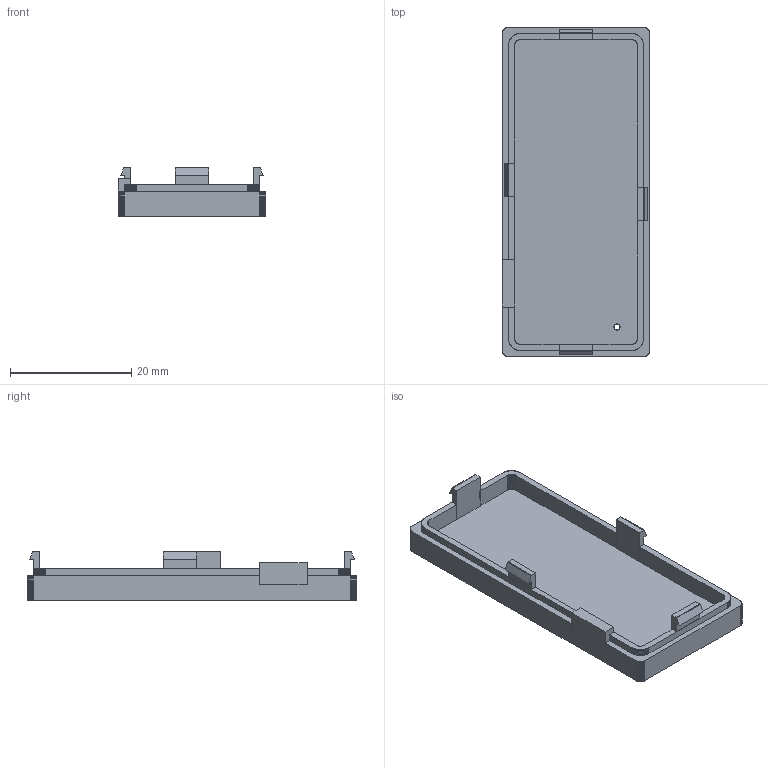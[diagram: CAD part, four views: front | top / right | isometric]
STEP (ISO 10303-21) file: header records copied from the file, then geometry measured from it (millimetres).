
FILE_DESCRIPTION(('FreeCAD Model'),'2;1');
FILE_NAME('Open CASCADE Shape Model','2022-02-22T11:43:03',(''),(''), 'Open CASCADE STEP processor 7.5','FreeCAD','Unknown');
FILE_SCHEMA(('AUTOMOTIVE_DESIGN { 1 0 10303 214 1 1 1 1 }'));
Length unit declared in the file: millimetre
Products named in the file (1): Geoko_V2_2_Back
Bounding box: 24.25 x 54.25 x 8.04 mm (x, y, z)
Volume: 3638.9 mm3; surface area: 4096.8 mm2
Topology: 1 solids, 1 shells, 1265 faces, 3780 edges, 2520 vertices
Faces by surface type: plane 1265
Entity records: 41660 total; most frequent: CARTESIAN_POINT 7566, ORIENTED_EDGE 7560, DIRECTION 6312, EDGE_CURVE 3780, LINE 3780, VECTOR 3780, VERTEX_POINT 2520, FACE_BOUND 1270
